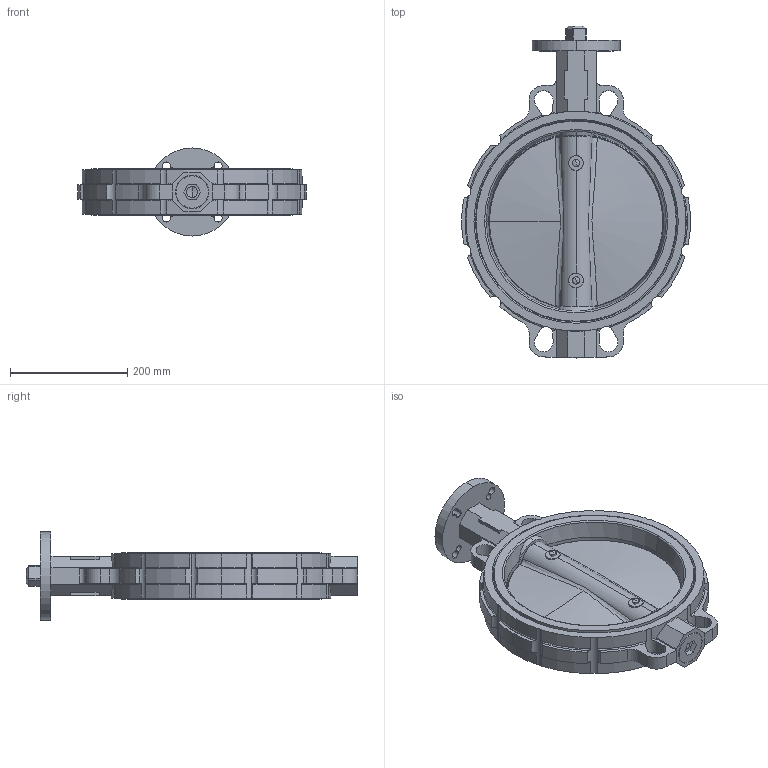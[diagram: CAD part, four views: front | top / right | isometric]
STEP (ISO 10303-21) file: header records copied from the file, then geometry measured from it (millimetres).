
FILE_DESCRIPTION (( 'STEP AP203' ), '1' );
FILE_NAME ('蚾饜极.STEP', '2024-08-15T07:31:37', ( '' ), ( '' ), 'SwSTEP 2.0', 'SolidWorks 2018', '' );
FILE_SCHEMA (( 'CONFIG_CONTROL_DESIGN' ));
Length unit declared in the file: millimetre
Products named in the file (10): 概粣; 概极; 旋塞; 狟粣杶; 蚾饜极; 概釱; 躇猾菜え; taper pins gb_GB_CONNECTING_PIECE_PIN_CP 10X65; 奻粣杶; 概啣
Assembly tree (11 placements, depth 2):
  蚾饜极
    概极
    概粣
    概釱
    概啣
    躇猾菜え
    旋塞
    狟粣杶
    奻粣杶  x2
    taper pins gb_GB_CONNECTING_PIECE_PIN_CP 10X65  x2
Bounding box: 389.55 x 565.5 x 150 mm (x, y, z)
Volume: 5791008.3 mm3; surface area: 844602.3 mm2
Topology: 11 solids, 11 shells, 566 faces, 1439 edges, 896 vertices
Faces by surface type: cylinder 211, plane 156, torus 75, bspline 60, cone 56, sphere 8
Entity records: 26233 total; most frequent: CARTESIAN_POINT 11943, DIRECTION 2811, ORIENTED_EDGE 2790, EDGE_CURVE 1395, AXIS2_PLACEMENT_3D 1164, VERTEX_POINT 878, CIRCLE 656, EDGE_LOOP 609
